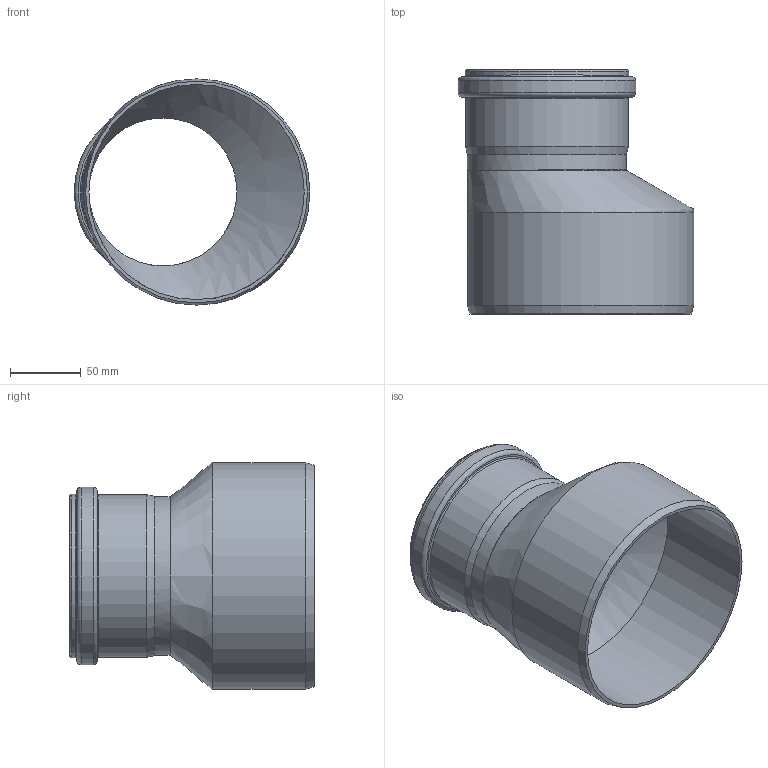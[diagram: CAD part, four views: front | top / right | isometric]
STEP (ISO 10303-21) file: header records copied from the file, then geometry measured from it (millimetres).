
FILE_DESCRIPTION(/* description */ (''),/* implementation_level */ '2;1');
FILE_NAME(/* name */ '177710 HTsafeR DN_OD 160_110.stp',/* time_stamp */ '2017-03-13T12:24:20+01:00',/* author */ ('user1'),/* organization */ (''),/* preprocessor_version */ 'ST-DEVELOPER v16.1',/* originating_system */ 'Autodesk Inventor 2016',/* authorisation */ '');
FILE_SCHEMA (('AUTOMOTIVE_DESIGN { 1 0 10303 214 3 1 1 }'));
Length unit declared in the file: millimetre
Products named in the file (1): 177710 HTsafeR DN_OD 160_110
Bounding box: 166.5 x 172.6 x 160 mm (x, y, z)
Volume: 273263.4 mm3; surface area: 162077.5 mm2
Topology: 1 solids, 1 shells, 34 faces, 72 edges, 39 vertices
Faces by surface type: cylinder 11, torus 10, cone 7, bspline 3, plane 3
Full cylindrical faces by diameter (mm): 104.6 x1, 110.4 x1, 110.7 x2, 112.4 x1, 115.2 x1, 115.5 x1, 120.6 x1, 125.4 x1, 152.2 x1, 160 x1
Entity records: 1341 total; most frequent: CARTESIAN_POINT 721, DIRECTION 135, ORIENTED_EDGE 78, AXIS2_PLACEMENT_3D 67, EDGE_LOOP 65, EDGE_CURVE 39, VERTEX_POINT 36, CIRCLE 35
